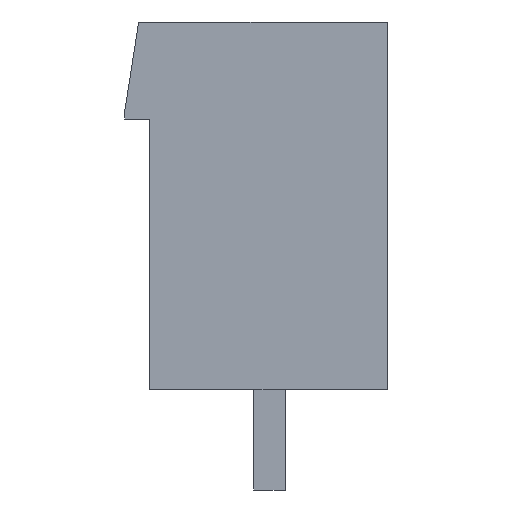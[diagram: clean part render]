
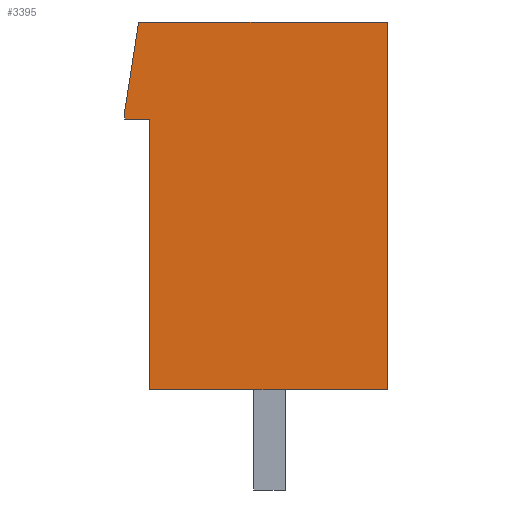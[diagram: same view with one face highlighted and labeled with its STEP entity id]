
A CAD part, left-side view. The second image highlights one B-rep face of the part: STEP entity #3395.
In plain terms, the highlighted planar face has unit normal (-1, 0, 0).
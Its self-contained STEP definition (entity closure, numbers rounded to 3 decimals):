
#3372=AXIS2_PLACEMENT_3D('Plane Axis2P3D',#3369,#3370,#3371) ;
#717=CARTESIAN_POINT('Vertex',(0.,7.95,14.95)) ;
#722=CARTESIAN_POINT('Line Origine',(0.,3.975,14.95)) ;
#726=CARTESIAN_POINT('Vertex',(0.,0.,14.95)) ;
#2479=CARTESIAN_POINT('Vertex',(0.,7.6,11.85)) ;
#2482=CARTESIAN_POINT('Line Origine',(0.,8.,11.85)) ;
#2486=CARTESIAN_POINT('Vertex',(0.,8.4,11.85)) ;
#2643=CARTESIAN_POINT('Vertex',(0.,7.6,3.2)) ;
#2646=CARTESIAN_POINT('Line Origine',(0.,7.6,7.525)) ;
#3342=CARTESIAN_POINT('Vertex',(0.,0.,3.2)) ;
#3345=CARTESIAN_POINT('Line Origine',(0.,3.8,3.2)) ;
#3357=CARTESIAN_POINT('Line Origine',(0.,0.,9.075)) ;
#3369=CARTESIAN_POINT('Axis2P3D Location',(0.,0.,-0.05)) ;
#3374=CARTESIAN_POINT('Line Origine',(0.,8.175,13.5)) ;
#3378=CARTESIAN_POINT('Vertex',(0.,8.4,12.05)) ;
#3381=CARTESIAN_POINT('Line Origine',(0.,8.4,11.95)) ;
#723=DIRECTION('Vector Direction',(0.,-1.,0.)) ;
#2483=DIRECTION('Vector Direction',(0.,-1.,0.)) ;
#2647=DIRECTION('Vector Direction',(0.,0.,-1.)) ;
#3346=DIRECTION('Vector Direction',(0.,-1.,0.)) ;
#3358=DIRECTION('Vector Direction',(0.,0.,-1.)) ;
#3370=DIRECTION('Axis2P3D Direction',(-1.,0.,0.)) ;
#3371=DIRECTION('Axis2P3D XDirection',(0.,0.,1.)) ;
#3375=DIRECTION('Vector Direction',(0.,0.153,-0.988)) ;
#3382=DIRECTION('Vector Direction',(0.,0.,1.)) ;
#724=VECTOR('Line Direction',#723,1.) ;
#2484=VECTOR('Line Direction',#2483,1.) ;
#2648=VECTOR('Line Direction',#2647,1.) ;
#3347=VECTOR('Line Direction',#3346,1.) ;
#3359=VECTOR('Line Direction',#3358,1.) ;
#3376=VECTOR('Line Direction',#3375,1.) ;
#3383=VECTOR('Line Direction',#3382,1.) ;
#3387=ORIENTED_EDGE('',*,*,#2488,.T.) ;
#3388=ORIENTED_EDGE('',*,*,#2650,.T.) ;
#3389=ORIENTED_EDGE('',*,*,#3349,.T.) ;
#3390=ORIENTED_EDGE('',*,*,#3361,.T.) ;
#3391=ORIENTED_EDGE('',*,*,#728,.T.) ;
#3392=ORIENTED_EDGE('',*,*,#3380,.T.) ;
#3393=ORIENTED_EDGE('',*,*,#3385,.T.) ;
#3395=ADVANCED_FACE('HOUSING',(#3394),#3373,.T.) ;
#728=EDGE_CURVE('',#727,#718,#725,.F.) ;
#2488=EDGE_CURVE('',#2487,#2480,#2485,.T.) ;
#2650=EDGE_CURVE('',#2480,#2644,#2649,.T.) ;
#3349=EDGE_CURVE('',#2644,#3343,#3348,.T.) ;
#3361=EDGE_CURVE('',#3343,#727,#3360,.F.) ;
#3380=EDGE_CURVE('',#718,#3379,#3377,.T.) ;
#3385=EDGE_CURVE('',#3379,#2487,#3384,.F.) ;
#3386=EDGE_LOOP('',(#3387,#3388,#3389,#3390,#3391,#3392,#3393)) ;
#3394=FACE_OUTER_BOUND('',#3386,.T.) ;
#725=LINE('Line',#722,#724) ;
#2485=LINE('Line',#2482,#2484) ;
#2649=LINE('Line',#2646,#2648) ;
#3348=LINE('Line',#3345,#3347) ;
#3360=LINE('Line',#3357,#3359) ;
#3377=LINE('Line',#3374,#3376) ;
#3384=LINE('Line',#3381,#3383) ;
#3373=PLANE('',#3372) ;
#718=VERTEX_POINT('',#717) ;
#727=VERTEX_POINT('',#726) ;
#2480=VERTEX_POINT('',#2479) ;
#2487=VERTEX_POINT('',#2486) ;
#2644=VERTEX_POINT('',#2643) ;
#3343=VERTEX_POINT('',#3342) ;
#3379=VERTEX_POINT('',#3378) ;
